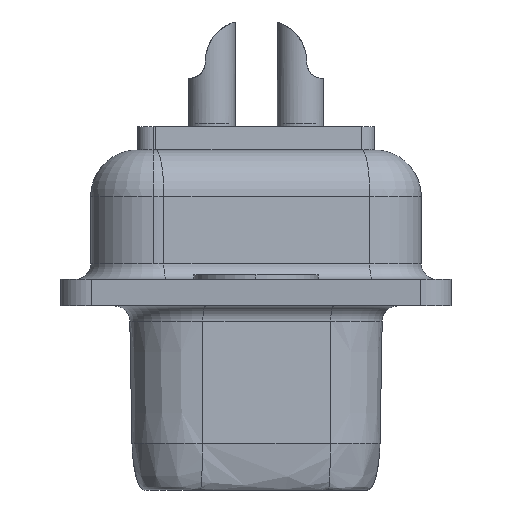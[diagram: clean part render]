
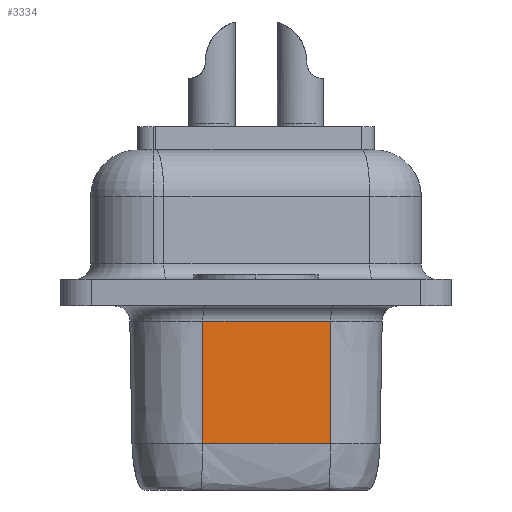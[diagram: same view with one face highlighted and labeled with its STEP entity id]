
A CAD part, left-side view. The second image highlights one B-rep face of the part: STEP entity #3334.
In plain terms, the highlighted planar face has unit normal (-0.985, -0.174, -0.018).
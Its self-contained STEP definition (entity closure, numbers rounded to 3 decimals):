
#94 = ORIENTED_EDGE ( 'NONE', *, *, #7068, .T. ) ;
#582 = DIRECTION ( 'NONE',  ( 0.174, -0.985, 0. ) ) ;
#706 = CARTESIAN_POINT ( 'NONE',  ( -12.439, 1.704, 5.409 ) ) ;
#1321 = EDGE_CURVE ( 'NONE', #12365, #8168, #8343, .T. ) ;
#1403 = CARTESIAN_POINT ( 'NONE',  ( -11.716, -2.396, 5.409 ) ) ;
#1486 = ORIENTED_EDGE ( 'NONE', *, *, #1321, .T. ) ;
#1811 = EDGE_LOOP ( 'NONE', ( #94, #13594, #3197, #1486 ) ) ;
#2731 = EDGE_CURVE ( 'NONE', #12365, #8979, #7429, .T. ) ;
#2875 = CARTESIAN_POINT ( 'NONE',  ( -12.346, 1.72, 0. ) ) ;
#3197 = ORIENTED_EDGE ( 'NONE', *, *, #2731, .F. ) ;
#3334 = ADVANCED_FACE ( 'NONE', ( #12556 ), #14094, .T. ) ;
#3708 = VECTOR ( 'NONE', #10898, 1000. ) ;
#4216 = VECTOR ( 'NONE', #5047, 1000. ) ;
#4826 = LINE ( 'NONE', #6009, #4216 ) ;
#5044 = CARTESIAN_POINT ( 'NONE',  ( -11.89, -1.018, 1.493 ) ) ;
#5047 = DIRECTION ( 'NONE',  ( 0.017, 0.003, -1. ) ) ;
#5084 = DIRECTION ( 'NONE',  ( -0.174, 0.985, 0. ) ) ;
#5478 = EDGE_CURVE ( 'NONE', #10178, #8979, #8579, .T. ) ;
#6009 = CARTESIAN_POINT ( 'NONE',  ( -12.346, 1.72, 0. ) ) ;
#6049 = AXIS2_PLACEMENT_3D ( 'NONE', #2875, #7233, #582 ) ;
#7068 = EDGE_CURVE ( 'NONE', #8168, #10178, #4826, .T. ) ;
#7233 = DIRECTION ( 'NONE',  ( -0.985, -0.174, -0.017 ) ) ;
#7237 = CARTESIAN_POINT ( 'NONE',  ( -12.439, 1.704, 5.409 ) ) ;
#7429 = LINE ( 'NONE', #13048, #3708 ) ;
#8168 = VERTEX_POINT ( 'NONE', #706 ) ;
#8343 = LINE ( 'NONE', #7237, #13875 ) ;
#8579 = B_SPLINE_CURVE_WITH_KNOTS ( 'NONE', 3,
 ( #9341, #13844, #5044, #10524 ),
 .UNSPECIFIED., .F., .F.,
 ( 4, 4 ),
 ( 0., 1. ),
 .UNSPECIFIED. ) ;
#8979 = VERTEX_POINT ( 'NONE', #14249 ) ;
#9341 = CARTESIAN_POINT ( 'NONE',  ( -12.372, 1.716, 1.493 ) ) ;
#10178 = VERTEX_POINT ( 'NONE', #10453 ) ;
#10453 = CARTESIAN_POINT ( 'NONE',  ( -12.372, 1.716, 1.493 ) ) ;
#10524 = CARTESIAN_POINT ( 'NONE',  ( -11.649, -2.384, 1.493 ) ) ;
#10898 = DIRECTION ( 'NONE',  ( 0.017, 0.003, -1. ) ) ;
#12365 = VERTEX_POINT ( 'NONE', #1403 ) ;
#12556 = FACE_OUTER_BOUND ( 'NONE', #1811, .T. ) ;
#13048 = CARTESIAN_POINT ( 'NONE',  ( -11.623, -2.38, 0. ) ) ;
#13594 = ORIENTED_EDGE ( 'NONE', *, *, #5478, .T. ) ;
#13844 = CARTESIAN_POINT ( 'NONE',  ( -12.131, 0.349, 1.493 ) ) ;
#13875 = VECTOR ( 'NONE', #5084, 1000. ) ;
#14094 = PLANE ( 'NONE',  #6049 ) ;
#14249 = CARTESIAN_POINT ( 'NONE',  ( -11.649, -2.384, 1.493 ) ) ;
